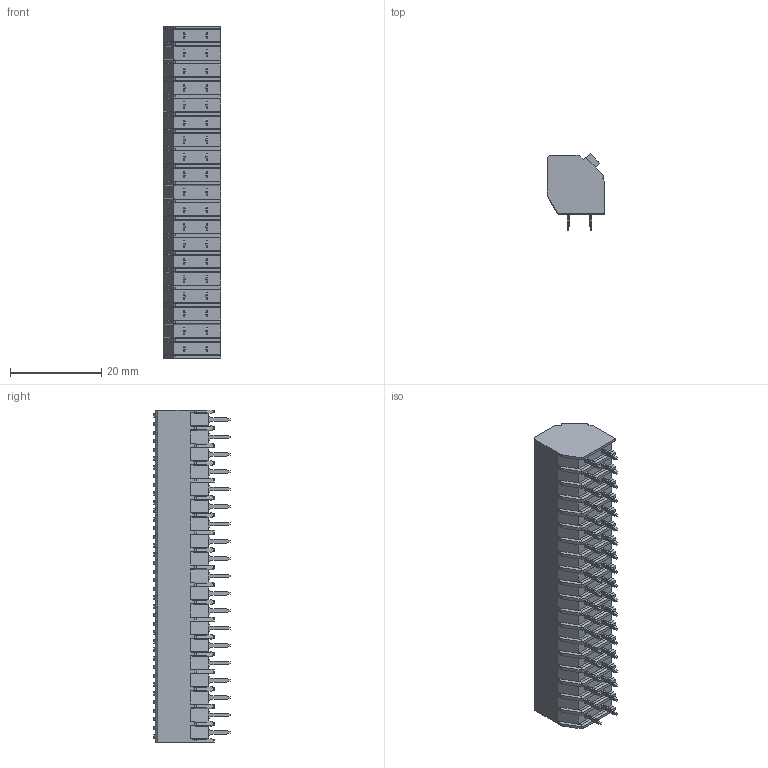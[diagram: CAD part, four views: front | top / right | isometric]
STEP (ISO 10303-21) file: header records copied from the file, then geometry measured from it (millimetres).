
FILE_DESCRIPTION((''),'2;1');
FILE_NAME('TLM-004AT-3_81-XXP-X','2024-09-29T',('sj'),(''),'PRO/ENGINEER BY PARAMETRIC TECHNOLOGY CORPORATION, 2015240','PRO/ENGINEER BY PARAMETRIC TECHNOLOGY CORPORATION, 2015240','');
FILE_SCHEMA(('CONFIG_CONTROL_DESIGN','SHAPE_APPEARANCE_LAYERS_GROUPS'));
Length unit declared in the file: millimetre
Products named in the file (1): TLM-004AT-3_81-XXP-X
Bounding box: 12.7 x 16.72 x 72.78 mm (x, y, z)
Volume: 9538.6 mm3; surface area: 6222.4 mm2
Topology: 1 solids, 1 shells, 1574 faces, 4355 edges, 2878 vertices
Faces by surface type: plane 1418, cylinder 137, cone 19
Entity records: 49679 total; most frequent: CARTESIAN_POINT 9568, ORIENTED_EDGE 8710, DIRECTION 7568, EDGE_CURVE 4355, VECTOR 3834, LINE 3834, VERTEX_POINT 2878, AXIS2_PLACEMENT_3D 1867
